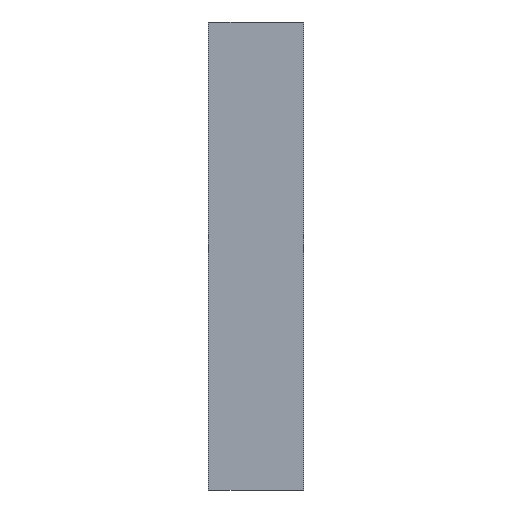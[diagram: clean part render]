
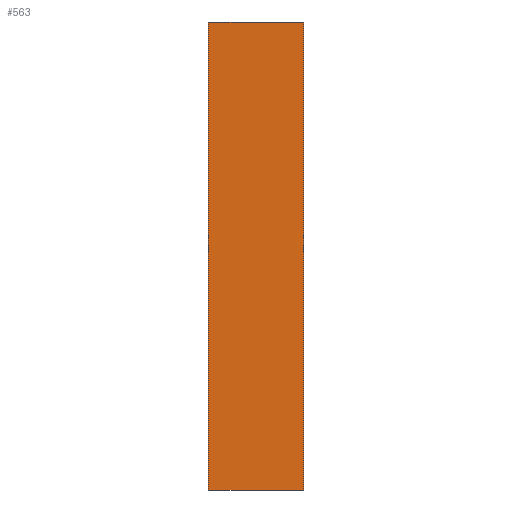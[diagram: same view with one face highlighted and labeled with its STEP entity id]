
A CAD part, left-side view. The second image highlights one B-rep face of the part: STEP entity #563.
In plain terms, the highlighted planar face has unit normal (-1, 0, 0).
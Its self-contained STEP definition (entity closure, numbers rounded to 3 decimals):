
#37 = CARTESIAN_POINT ( 'NONE',  ( -20.5, 4.5, 200. ) ) ;
#42 = DIRECTION ( 'NONE',  ( 0., -1., 0. ) ) ;
#44 = VERTEX_POINT ( 'NONE', #1960 ) ;
#74 = DIRECTION ( 'NONE',  ( 0., 1., 0. ) ) ;
#91 = CARTESIAN_POINT ( 'NONE',  ( -20.5, 4.5, 0. ) ) ;
#155 = LINE ( 'NONE', #1670, #415 ) ;
#179 = CARTESIAN_POINT ( 'NONE',  ( -20.5, 41., 200. ) ) ;
#199 = EDGE_CURVE ( 'NONE', #1052, #44, #2003, .T. ) ;
#230 = LINE ( 'NONE', #179, #1014 ) ;
#240 = ORIENTED_EDGE ( 'NONE', *, *, #318, .F. ) ;
#318 = EDGE_CURVE ( 'NONE', #924, #1704, #597, .T. ) ;
#404 = EDGE_CURVE ( 'NONE', #1521, #2079, #1017, .T. ) ;
#415 = VECTOR ( 'NONE', #74, 1000. ) ;
#441 = CARTESIAN_POINT ( 'NONE',  ( -20.5, 38.5, 0. ) ) ;
#444 = CARTESIAN_POINT ( 'NONE',  ( -20.5, 4.5, 200. ) ) ;
#445 = ORIENTED_EDGE ( 'NONE', *, *, #1779, .T. ) ;
#448 = ORIENTED_EDGE ( 'NONE', *, *, #1957, .T. ) ;
#484 = CARTESIAN_POINT ( 'NONE',  ( -20.5, 4.5, 200. ) ) ;
#514 = DIRECTION ( 'NONE',  ( 0., 0., -1. ) ) ;
#563 = ADVANCED_FACE ( 'NONE', ( #641 ), #1947, .F. ) ;
#597 = LINE ( 'NONE', #444, #1616 ) ;
#635 = ORIENTED_EDGE ( 'NONE', *, *, #199, .F. ) ;
#641 = FACE_OUTER_BOUND ( 'NONE', #1031, .T. ) ;
#661 = CARTESIAN_POINT ( 'NONE',  ( -20.5, 41., 200. ) ) ;
#722 = CARTESIAN_POINT ( 'NONE',  ( -20.5, 4.5, 0. ) ) ;
#770 = DIRECTION ( 'NONE',  ( 0., 0., -1. ) ) ;
#811 = VECTOR ( 'NONE', #1306, 1000. ) ;
#871 = DIRECTION ( 'NONE',  ( 0., -1., 0. ) ) ;
#877 = ORIENTED_EDGE ( 'NONE', *, *, #1171, .F. ) ;
#922 = VERTEX_POINT ( 'NONE', #661 ) ;
#924 = VERTEX_POINT ( 'NONE', #1550 ) ;
#987 = LINE ( 'NONE', #1328, #811 ) ;
#1014 = VECTOR ( 'NONE', #1800, 1000. ) ;
#1017 = LINE ( 'NONE', #1742, #1261 ) ;
#1031 = EDGE_LOOP ( 'NONE', ( #2056, #445, #1103, #877, #240, #448, #1828, #635 ) ) ;
#1041 = AXIS2_PLACEMENT_3D ( 'NONE', #37, #1155, #514 ) ;
#1052 = VERTEX_POINT ( 'NONE', #441 ) ;
#1103 = ORIENTED_EDGE ( 'NONE', *, *, #404, .F. ) ;
#1143 = EDGE_CURVE ( 'NONE', #922, #44, #230, .T. ) ;
#1155 = DIRECTION ( 'NONE',  ( 1., 0., 0. ) ) ;
#1162 = CARTESIAN_POINT ( 'NONE',  ( -20.5, 0., 0. ) ) ;
#1171 = EDGE_CURVE ( 'NONE', #1704, #1521, #987, .T. ) ;
#1253 = DIRECTION ( 'NONE',  ( 0., -1., 0. ) ) ;
#1261 = VECTOR ( 'NONE', #770, 1000. ) ;
#1262 = LINE ( 'NONE', #1863, #1923 ) ;
#1264 = VECTOR ( 'NONE', #1360, 1000. ) ;
#1306 = DIRECTION ( 'NONE',  ( 0., -1., 0. ) ) ;
#1328 = CARTESIAN_POINT ( 'NONE',  ( -20.5, 4.5, 200. ) ) ;
#1360 = DIRECTION ( 'NONE',  ( 0., 1., 0. ) ) ;
#1429 = VERTEX_POINT ( 'NONE', #91 ) ;
#1439 = VECTOR ( 'NONE', #42, 1000. ) ;
#1521 = VERTEX_POINT ( 'NONE', #1904 ) ;
#1537 = CARTESIAN_POINT ( 'NONE',  ( -20.5, 0., 0. ) ) ;
#1550 = CARTESIAN_POINT ( 'NONE',  ( -20.5, 38.5, 200. ) ) ;
#1616 = VECTOR ( 'NONE', #1253, 1000. ) ;
#1670 = CARTESIAN_POINT ( 'NONE',  ( -20.5, 41., 200. ) ) ;
#1704 = VERTEX_POINT ( 'NONE', #484 ) ;
#1742 = CARTESIAN_POINT ( 'NONE',  ( -20.5, 0., 200. ) ) ;
#1771 = LINE ( 'NONE', #1162, #1439 ) ;
#1779 = EDGE_CURVE ( 'NONE', #1429, #2079, #1771, .T. ) ;
#1800 = DIRECTION ( 'NONE',  ( 0., 0., -1. ) ) ;
#1828 = ORIENTED_EDGE ( 'NONE', *, *, #1143, .T. ) ;
#1863 = CARTESIAN_POINT ( 'NONE',  ( -20.5, 4.5, 0. ) ) ;
#1903 = EDGE_CURVE ( 'NONE', #1052, #1429, #1262, .T. ) ;
#1904 = CARTESIAN_POINT ( 'NONE',  ( -20.5, 0., 200. ) ) ;
#1923 = VECTOR ( 'NONE', #871, 1000. ) ;
#1947 = PLANE ( 'NONE',  #1041 ) ;
#1957 = EDGE_CURVE ( 'NONE', #924, #922, #155, .T. ) ;
#1960 = CARTESIAN_POINT ( 'NONE',  ( -20.5, 41., 0. ) ) ;
#2003 = LINE ( 'NONE', #722, #1264 ) ;
#2056 = ORIENTED_EDGE ( 'NONE', *, *, #1903, .T. ) ;
#2079 = VERTEX_POINT ( 'NONE', #1537 ) ;
